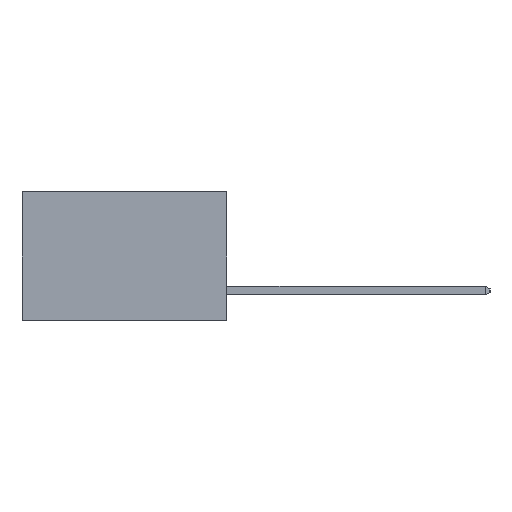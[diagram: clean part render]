
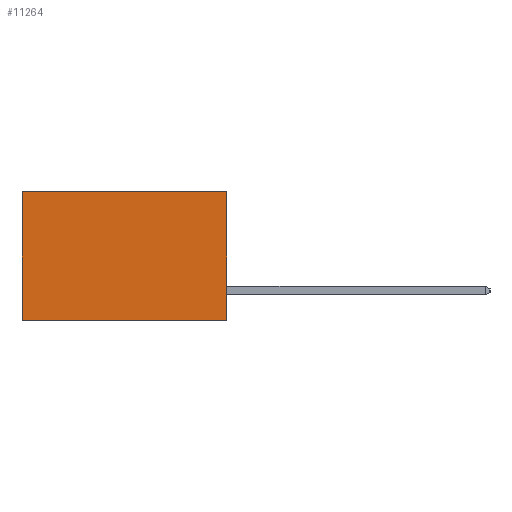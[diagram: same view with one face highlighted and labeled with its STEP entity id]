
A CAD part, left-side view. The second image highlights one B-rep face of the part: STEP entity #11264.
In plain terms, the highlighted planar face has unit normal (-1, 0, 0).
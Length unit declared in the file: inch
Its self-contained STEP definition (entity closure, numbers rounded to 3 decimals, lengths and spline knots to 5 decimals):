
#251 = VECTOR ( 'NONE', #18168, 39.37008 ) ;
#638 = VERTEX_POINT ( 'NONE', #848 ) ;
#848 = CARTESIAN_POINT ( 'NONE',  ( 0.277, 0., 0. ) ) ;
#989 = CARTESIAN_POINT ( 'NONE',  ( 0.277, 0., -0.37 ) ) ;
#1351 = VECTOR ( 'NONE', #13788, 39.37008 ) ;
#2606 = VERTEX_POINT ( 'NONE', #4239 ) ;
#3484 = VERTEX_POINT ( 'NONE', #11244 ) ;
#3623 = EDGE_CURVE ( 'NONE', #3484, #13738, #19721, .T. ) ;
#4009 = ORIENTED_EDGE ( 'NONE', *, *, #3623, .F. ) ;
#4053 = ORIENTED_EDGE ( 'NONE', *, *, #11146, .T. ) ;
#4239 = CARTESIAN_POINT ( 'NONE',  ( 0.277, 0.59, 0. ) ) ;
#5600 = LINE ( 'NONE', #15084, #251 ) ;
#5706 = LINE ( 'NONE', #8961, #1351 ) ;
#6000 = CARTESIAN_POINT ( 'NONE',  ( 0.277, 0., -0.37 ) ) ;
#7623 = DIRECTION ( 'NONE',  ( 1., 0., 0. ) ) ;
#7975 = DIRECTION ( 'NONE',  ( 0., 0., -1. ) ) ;
#8357 = ORIENTED_EDGE ( 'NONE', *, *, #19263, .T. ) ;
#8513 = EDGE_CURVE ( 'NONE', #638, #3484, #5600, .T. ) ;
#8961 = CARTESIAN_POINT ( 'NONE',  ( 0.277, 0., 0. ) ) ;
#9000 = LINE ( 'NONE', #15919, #20644 ) ;
#11146 = EDGE_CURVE ( 'NONE', #638, #2606, #5706, .T. ) ;
#11244 = CARTESIAN_POINT ( 'NONE',  ( 0.277, 0., -0.37 ) ) ;
#11264 = ADVANCED_FACE ( 'NONE', ( #16452 ), #15602, .F. ) ;
#11476 = ORIENTED_EDGE ( 'NONE', *, *, #8513, .F. ) ;
#12850 = EDGE_LOOP ( 'NONE', ( #8357, #4009, #11476, #4053 ) ) ;
#13738 = VERTEX_POINT ( 'NONE', #15382 ) ;
#13788 = DIRECTION ( 'NONE',  ( 0., 1., 0. ) ) ;
#15084 = CARTESIAN_POINT ( 'NONE',  ( 0.277, 0., -0.37 ) ) ;
#15382 = CARTESIAN_POINT ( 'NONE',  ( 0.277, 0.59, -0.37 ) ) ;
#15571 = VECTOR ( 'NONE', #20150, 39.37008 ) ;
#15602 = PLANE ( 'NONE',  #19105 ) ;
#15919 = CARTESIAN_POINT ( 'NONE',  ( 0.277, 0.59, -0.37 ) ) ;
#16452 = FACE_OUTER_BOUND ( 'NONE', #12850, .T. ) ;
#18168 = DIRECTION ( 'NONE',  ( 0., 0., -1. ) ) ;
#18741 = DIRECTION ( 'NONE',  ( 0., 0., -1. ) ) ;
#19105 = AXIS2_PLACEMENT_3D ( 'NONE', #6000, #7623, #18741 ) ;
#19263 = EDGE_CURVE ( 'NONE', #2606, #13738, #9000, .T. ) ;
#19721 = LINE ( 'NONE', #989, #15571 ) ;
#20150 = DIRECTION ( 'NONE',  ( 0., 1., 0. ) ) ;
#20644 = VECTOR ( 'NONE', #7975, 39.37008 ) ;
